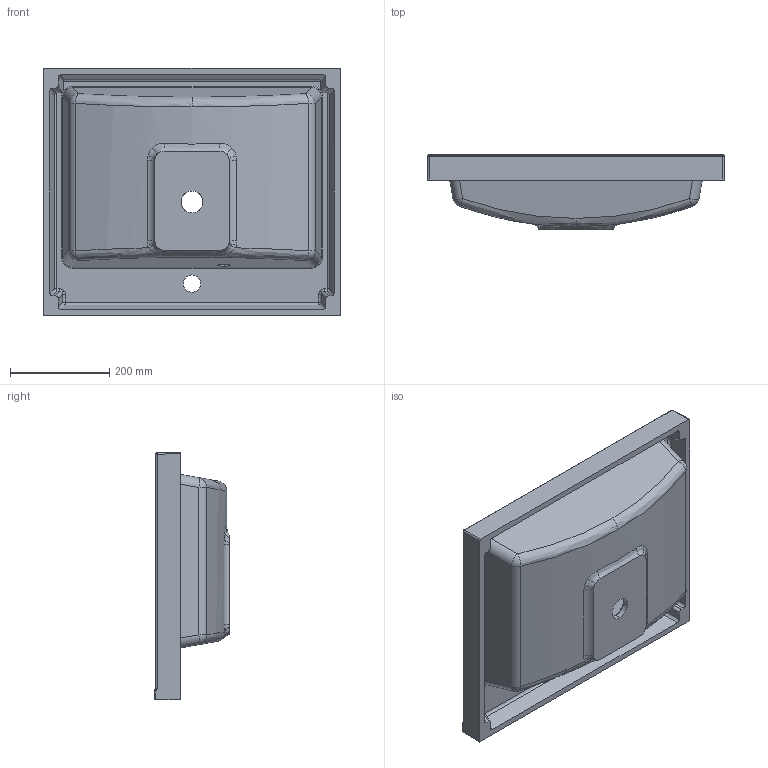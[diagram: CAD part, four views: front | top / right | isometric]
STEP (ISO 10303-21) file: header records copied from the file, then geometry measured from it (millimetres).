
FILE_DESCRIPTION (( 'STEP AP203' ), '1' );
FILE_NAME ('6229190611.step', '2020-12-18T12:33:18', ( 'admin' ), ( '' ), 'SwSTEP 2.0', 'SolidWorks 2019', '' );
FILE_SCHEMA (( 'CONFIG_CONTROL_DESIGN' ));
Length unit declared in the file: millimetre
Products named in the file (1): 6229190611
Bounding box: 600 x 153 x 500 mm (x, y, z)
Volume: 7943038.5 mm3; surface area: 1038782.4 mm2
Topology: 1 solids, 1 shells, 176 faces, 432 edges, 252 vertices
Faces by surface type: bspline 68, cylinder 64, plane 30, sphere 14
Entity records: 8921 total; most frequent: CARTESIAN_POINT 5397, ORIENTED_EDGE 848, DIRECTION 564, EDGE_CURVE 424, VERTEX_POINT 252, AXIS2_PLACEMENT_3D 215, EDGE_LOOP 184, FACE_OUTER_BOUND 176
